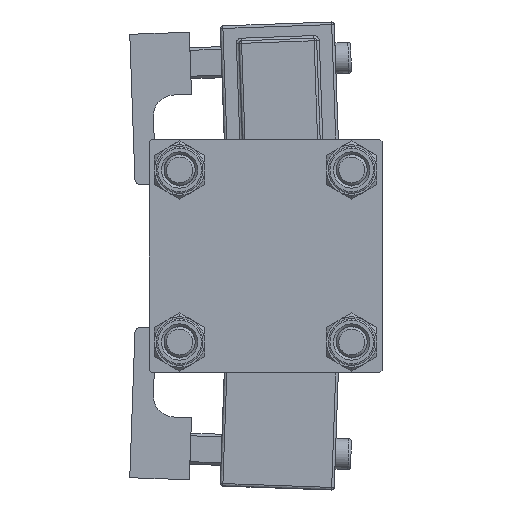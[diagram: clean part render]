
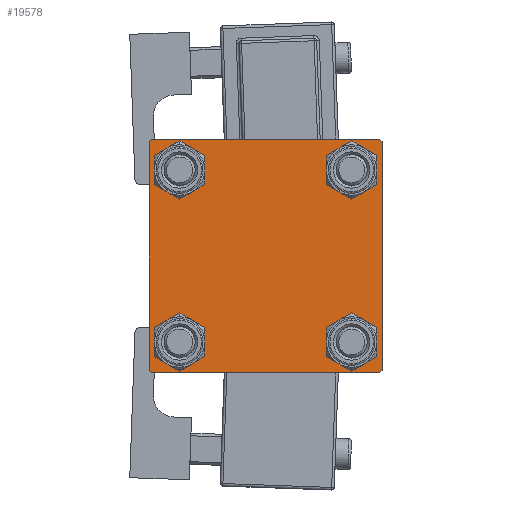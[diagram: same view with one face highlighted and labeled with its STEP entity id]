
A CAD part, left-side view. The second image highlights one B-rep face of the part: STEP entity #19578.
In plain terms, the highlighted planar face has unit normal (-1, 0, 0).
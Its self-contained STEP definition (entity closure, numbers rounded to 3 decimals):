
#968 = VERTEX_POINT ( 'NONE', #42160 ) ;
#1306 = CARTESIAN_POINT ( 'NONE',  ( 0., -16.6, 16.6 ) ) ;
#1552 = VERTEX_POINT ( 'NONE', #14322 ) ;
#2347 = DIRECTION ( 'NONE',  ( 0., 0., 1. ) ) ;
#2499 = CARTESIAN_POINT ( 'NONE',  ( 0., -22.25, -22.25 ) ) ;
#2578 = CARTESIAN_POINT ( 'NONE',  ( 0., -22., -22.5 ) ) ;
#2900 = DIRECTION ( 'NONE',  ( 0., 0., 1. ) ) ;
#4272 = ORIENTED_EDGE ( 'NONE', *, *, #35448, .T. ) ;
#4296 = EDGE_LOOP ( 'NONE', ( #35571, #37635 ) ) ;
#4333 = DIRECTION ( 'NONE',  ( 0., 0., 1. ) ) ;
#4366 = DIRECTION ( 'NONE',  ( 1., 0., 0. ) ) ;
#5081 = ORIENTED_EDGE ( 'NONE', *, *, #48729, .T. ) ;
#5085 = ORIENTED_EDGE ( 'NONE', *, *, #9870, .T. ) ;
#5105 = CARTESIAN_POINT ( 'NONE',  ( 0., -16.6, -16.6 ) ) ;
#5116 = EDGE_LOOP ( 'NONE', ( #5081, #4272 ) ) ;
#5503 = CARTESIAN_POINT ( 'NONE',  ( 0., -16.6, 16.6 ) ) ;
#5540 = EDGE_CURVE ( 'NONE', #52624, #31094, #45724, .T. ) ;
#5996 = LINE ( 'NONE', #39713, #21593 ) ;
#6138 = FACE_OUTER_BOUND ( 'NONE', #19111, .T. ) ;
#7097 = CARTESIAN_POINT ( 'NONE',  ( 0., 16.6, -16.6 ) ) ;
#8223 = EDGE_CURVE ( 'NONE', #31094, #12817, #43102, .T. ) ;
#8257 = DIRECTION ( 'NONE',  ( 0., -0.707, -0.707 ) ) ;
#8288 = VECTOR ( 'NONE', #32649, 1000. ) ;
#8444 = CARTESIAN_POINT ( 'NONE',  ( 0., 16.6, -20.1 ) ) ;
#8454 = DIRECTION ( 'NONE',  ( 1., 0., 0. ) ) ;
#8593 = VERTEX_POINT ( 'NONE', #24150 ) ;
#8910 = VECTOR ( 'NONE', #54082, 1000. ) ;
#8941 = DIRECTION ( 'NONE',  ( 0., 0., 1. ) ) ;
#9870 = EDGE_CURVE ( 'NONE', #25139, #31244, #40615, .T. ) ;
#11089 = ORIENTED_EDGE ( 'NONE', *, *, #12597, .F. ) ;
#11389 = VERTEX_POINT ( 'NONE', #14076 ) ;
#11516 = EDGE_CURVE ( 'NONE', #23072, #968, #25796, .T. ) ;
#11896 = EDGE_CURVE ( 'NONE', #44316, #8593, #31164, .T. ) ;
#12200 = DIRECTION ( 'NONE',  ( 1., 0., 0. ) ) ;
#12269 = CARTESIAN_POINT ( 'NONE',  ( 0., 22.5, -22.5 ) ) ;
#12597 = EDGE_CURVE ( 'NONE', #11389, #12817, #36763, .T. ) ;
#12817 = VERTEX_POINT ( 'NONE', #53370 ) ;
#14076 = CARTESIAN_POINT ( 'NONE',  ( 0., -22.5, 22. ) ) ;
#14322 = CARTESIAN_POINT ( 'NONE',  ( 0., 22.5, -22. ) ) ;
#14638 = CARTESIAN_POINT ( 'NONE',  ( 0., 0., 0. ) ) ;
#14955 = DIRECTION ( 'NONE',  ( 1., 0., 0. ) ) ;
#15237 = DIRECTION ( 'NONE',  ( 0., -1., 0. ) ) ;
#15257 = EDGE_CURVE ( 'NONE', #968, #23072, #44306, .T. ) ;
#15750 = ORIENTED_EDGE ( 'NONE', *, *, #5540, .T. ) ;
#16668 = EDGE_CURVE ( 'NONE', #11389, #8593, #16902, .T. ) ;
#16869 = CIRCLE ( 'NONE', #47513, 3.5 ) ;
#16902 = LINE ( 'NONE', #44892, #38265 ) ;
#16940 = DIRECTION ( 'NONE',  ( 0., -1., 0. ) ) ;
#17644 = VERTEX_POINT ( 'NONE', #52652 ) ;
#18333 = CARTESIAN_POINT ( 'NONE',  ( 0., 22.5, 22. ) ) ;
#18610 = DIRECTION ( 'NONE',  ( 0., 0.707, -0.707 ) ) ;
#19111 = EDGE_LOOP ( 'NONE', ( #40346, #43532, #15750, #36812, #11089, #52016, #47232, #21002 ) ) ;
#19578 = ADVANCED_FACE ( 'NONE', ( #32913, #53230, #45520, #43704, #6138 ), #22861, .T. ) ;
#20716 = CARTESIAN_POINT ( 'NONE',  ( 0., 16.6, 16.6 ) ) ;
#20729 = AXIS2_PLACEMENT_3D ( 'NONE', #1306, #8454, #4333 ) ;
#21002 = ORIENTED_EDGE ( 'NONE', *, *, #44094, .T. ) ;
#21593 = VECTOR ( 'NONE', #18610, 1000. ) ;
#22232 = DIRECTION ( 'NONE',  ( 1., 0., 0. ) ) ;
#22629 = EDGE_CURVE ( 'NONE', #1552, #52624, #25524, .T. ) ;
#22757 = DIRECTION ( 'NONE',  ( 0., 0., 1. ) ) ;
#22861 = PLANE ( 'NONE',  #53158 ) ;
#23072 = VERTEX_POINT ( 'NONE', #8444 ) ;
#23221 = CARTESIAN_POINT ( 'NONE',  ( 0., -16.6, -16.6 ) ) ;
#23356 = CIRCLE ( 'NONE', #20729, 3.5 ) ;
#23835 = VECTOR ( 'NONE', #16940, 1000. ) ;
#24063 = DIRECTION ( 'NONE',  ( 0., 0.707, 0.707 ) ) ;
#24150 = CARTESIAN_POINT ( 'NONE',  ( 0., -22., 22.5 ) ) ;
#24727 = CARTESIAN_POINT ( 'NONE',  ( 0., 22.5, 22.5 ) ) ;
#25139 = VERTEX_POINT ( 'NONE', #37460 ) ;
#25331 = EDGE_CURVE ( 'NONE', #41156, #44420, #42851, .T. ) ;
#25524 = LINE ( 'NONE', #29635, #45393 ) ;
#25643 = CIRCLE ( 'NONE', #53671, 3.5 ) ;
#25796 = CIRCLE ( 'NONE', #51161, 3.5 ) ;
#26460 = CIRCLE ( 'NONE', #27355, 3.5 ) ;
#27318 = CARTESIAN_POINT ( 'NONE',  ( 0., 22.5, 22.5 ) ) ;
#27355 = AXIS2_PLACEMENT_3D ( 'NONE', #5503, #22232, #38950 ) ;
#29635 = CARTESIAN_POINT ( 'NONE',  ( 0., 22.25, -22.25 ) ) ;
#30580 = ORIENTED_EDGE ( 'NONE', *, *, #25331, .T. ) ;
#31024 = CARTESIAN_POINT ( 'NONE',  ( 0., 22., -22.5 ) ) ;
#31072 = VECTOR ( 'NONE', #15237, 1000. ) ;
#31094 = VERTEX_POINT ( 'NONE', #2578 ) ;
#31140 = CARTESIAN_POINT ( 'NONE',  ( 0., 16.6, 16.6 ) ) ;
#31164 = LINE ( 'NONE', #27318, #31072 ) ;
#31244 = VERTEX_POINT ( 'NONE', #42594 ) ;
#31367 = DIRECTION ( 'NONE',  ( -1., 0., 0. ) ) ;
#32649 = DIRECTION ( 'NONE',  ( 0., 0., -1. ) ) ;
#32913 = FACE_BOUND ( 'NONE', #5116, .T. ) ;
#33083 = EDGE_CURVE ( 'NONE', #31244, #25139, #16869, .T. ) ;
#33273 = CARTESIAN_POINT ( 'NONE',  ( 0., 16.6, 20.1 ) ) ;
#34123 = EDGE_CURVE ( 'NONE', #44420, #41156, #25643, .T. ) ;
#34375 = EDGE_CURVE ( 'NONE', #43965, #1552, #49957, .T. ) ;
#34874 = DIRECTION ( 'NONE',  ( 0., -0.707, 0.707 ) ) ;
#35448 = EDGE_CURVE ( 'NONE', #45050, #17644, #26460, .T. ) ;
#35571 = ORIENTED_EDGE ( 'NONE', *, *, #15257, .T. ) ;
#36433 = AXIS2_PLACEMENT_3D ( 'NONE', #7097, #48793, #22757 ) ;
#36763 = LINE ( 'NONE', #53237, #8288 ) ;
#36812 = ORIENTED_EDGE ( 'NONE', *, *, #8223, .T. ) ;
#37460 = CARTESIAN_POINT ( 'NONE',  ( 0., -16.6, -13.1 ) ) ;
#37635 = ORIENTED_EDGE ( 'NONE', *, *, #11516, .T. ) ;
#38265 = VECTOR ( 'NONE', #24063, 1000. ) ;
#38542 = DIRECTION ( 'NONE',  ( 1., 0., 0. ) ) ;
#38950 = DIRECTION ( 'NONE',  ( 0., 0., 1. ) ) ;
#39637 = ORIENTED_EDGE ( 'NONE', *, *, #34123, .T. ) ;
#39713 = CARTESIAN_POINT ( 'NONE',  ( 0., 22.25, 22.25 ) ) ;
#39933 = DIRECTION ( 'NONE',  ( 1., 0., 0. ) ) ;
#40346 = ORIENTED_EDGE ( 'NONE', *, *, #34375, .T. ) ;
#40615 = CIRCLE ( 'NONE', #52034, 3.5 ) ;
#40964 = ORIENTED_EDGE ( 'NONE', *, *, #33083, .T. ) ;
#41156 = VERTEX_POINT ( 'NONE', #33273 ) ;
#42141 = CARTESIAN_POINT ( 'NONE',  ( 0., -16.6, 13.1 ) ) ;
#42160 = CARTESIAN_POINT ( 'NONE',  ( 0., 16.6, -13.1 ) ) ;
#42594 = CARTESIAN_POINT ( 'NONE',  ( 0., -16.6, -20.1 ) ) ;
#42851 = CIRCLE ( 'NONE', #53367, 3.5 ) ;
#43102 = LINE ( 'NONE', #2499, #52809 ) ;
#43532 = ORIENTED_EDGE ( 'NONE', *, *, #22629, .T. ) ;
#43704 = FACE_BOUND ( 'NONE', #49577, .T. ) ;
#43759 = CARTESIAN_POINT ( 'NONE',  ( 0., 22., 22.5 ) ) ;
#43965 = VERTEX_POINT ( 'NONE', #18333 ) ;
#44094 = EDGE_CURVE ( 'NONE', #44316, #43965, #5996, .T. ) ;
#44306 = CIRCLE ( 'NONE', #36433, 3.5 ) ;
#44316 = VERTEX_POINT ( 'NONE', #43759 ) ;
#44420 = VERTEX_POINT ( 'NONE', #53077 ) ;
#44892 = CARTESIAN_POINT ( 'NONE',  ( 0., -22.25, 22.25 ) ) ;
#45046 = DIRECTION ( 'NONE',  ( 0., 0., 1. ) ) ;
#45050 = VERTEX_POINT ( 'NONE', #42141 ) ;
#45393 = VECTOR ( 'NONE', #8257, 1000. ) ;
#45520 = FACE_BOUND ( 'NONE', #4296, .T. ) ;
#45724 = LINE ( 'NONE', #12269, #23835 ) ;
#47232 = ORIENTED_EDGE ( 'NONE', *, *, #11896, .F. ) ;
#47513 = AXIS2_PLACEMENT_3D ( 'NONE', #5105, #14955, #2347 ) ;
#48093 = DIRECTION ( 'NONE',  ( 0., 0., 1. ) ) ;
#48729 = EDGE_CURVE ( 'NONE', #17644, #45050, #23356, .T. ) ;
#48793 = DIRECTION ( 'NONE',  ( 1., 0., 0. ) ) ;
#49577 = EDGE_LOOP ( 'NONE', ( #30580, #39637 ) ) ;
#49957 = LINE ( 'NONE', #24727, #8910 ) ;
#50332 = DIRECTION ( 'NONE',  ( 0., 0., 1. ) ) ;
#50459 = CARTESIAN_POINT ( 'NONE',  ( 0., 16.6, -16.6 ) ) ;
#51161 = AXIS2_PLACEMENT_3D ( 'NONE', #50459, #4366, #45046 ) ;
#51750 = EDGE_LOOP ( 'NONE', ( #5085, #40964 ) ) ;
#52016 = ORIENTED_EDGE ( 'NONE', *, *, #16668, .T. ) ;
#52034 = AXIS2_PLACEMENT_3D ( 'NONE', #23221, #39933, #2900 ) ;
#52624 = VERTEX_POINT ( 'NONE', #31024 ) ;
#52652 = CARTESIAN_POINT ( 'NONE',  ( 0., -16.6, 20.1 ) ) ;
#52809 = VECTOR ( 'NONE', #34874, 1000. ) ;
#53077 = CARTESIAN_POINT ( 'NONE',  ( 0., 16.6, 13.1 ) ) ;
#53158 = AXIS2_PLACEMENT_3D ( 'NONE', #14638, #31367, #48093 ) ;
#53230 = FACE_BOUND ( 'NONE', #51750, .T. ) ;
#53237 = CARTESIAN_POINT ( 'NONE',  ( 0., -22.5, 22.5 ) ) ;
#53367 = AXIS2_PLACEMENT_3D ( 'NONE', #31140, #38542, #8941 ) ;
#53370 = CARTESIAN_POINT ( 'NONE',  ( 0., -22.5, -22. ) ) ;
#53671 = AXIS2_PLACEMENT_3D ( 'NONE', #20716, #12200, #50332 ) ;
#54082 = DIRECTION ( 'NONE',  ( 0., 0., -1. ) ) ;
